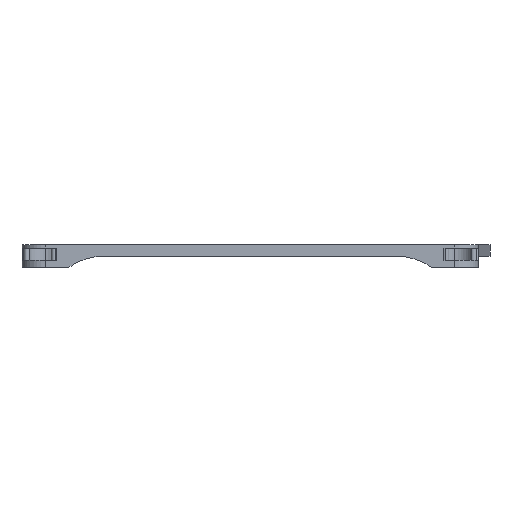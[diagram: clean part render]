
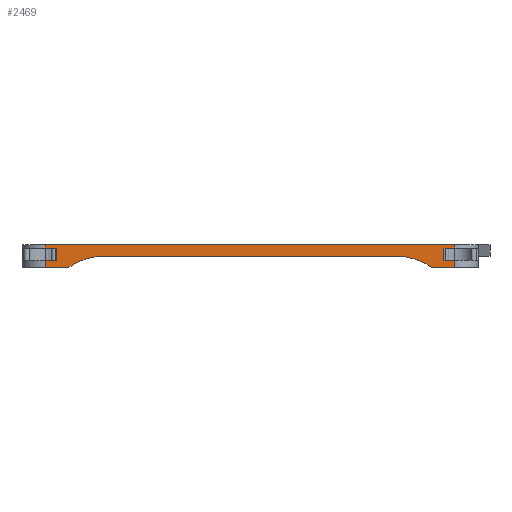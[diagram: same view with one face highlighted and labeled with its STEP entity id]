
A CAD part, left-side view. The second image highlights one B-rep face of the part: STEP entity #2469.
In plain terms, the highlighted planar face has unit normal (-1, 0, 0).
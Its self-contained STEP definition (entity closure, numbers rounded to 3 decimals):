
#19 = VECTOR ( 'NONE', #2403, 1000. ) ;
#50 = LINE ( 'NONE', #1243, #2118 ) ;
#57 = LINE ( 'NONE', #899, #800 ) ;
#68 = VERTEX_POINT ( 'NONE', #2080 ) ;
#95 = ORIENTED_EDGE ( 'NONE', *, *, #2530, .T. ) ;
#97 = ORIENTED_EDGE ( 'NONE', *, *, #734, .T. ) ;
#98 = VECTOR ( 'NONE', #1802, 1000. ) ;
#111 = DIRECTION ( 'NONE',  ( 0., 0., -1. ) ) ;
#124 = CARTESIAN_POINT ( 'NONE',  ( -59., 25.136, -8.1 ) ) ;
#143 = CARTESIAN_POINT ( 'NONE',  ( -59., 35., 1.2 ) ) ;
#171 = EDGE_CURVE ( 'NONE', #893, #1382, #678, .T. ) ;
#185 = CARTESIAN_POINT ( 'NONE',  ( -59., -31., 0. ) ) ;
#277 = EDGE_CURVE ( 'NONE', #309, #611, #1027, .T. ) ;
#303 = CARTESIAN_POINT ( 'NONE',  ( -59., -35., 0. ) ) ;
#305 = DIRECTION ( 'NONE',  ( 0., -1., 0. ) ) ;
#309 = VERTEX_POINT ( 'NONE', #2559 ) ;
#350 = DIRECTION ( 'NONE',  ( 0., 0., -1. ) ) ;
#357 = VECTOR ( 'NONE', #305, 1000. ) ;
#358 = AXIS2_PLACEMENT_3D ( 'NONE', #124, #1956, #111 ) ;
#364 = CARTESIAN_POINT ( 'NONE',  ( -59., -35., 3.9 ) ) ;
#368 = VECTOR ( 'NONE', #2089, 1000. ) ;
#433 = EDGE_CURVE ( 'NONE', #1817, #1728, #2624, .T. ) ;
#445 = DIRECTION ( 'NONE',  ( 0., -1., 0. ) ) ;
#449 = LINE ( 'NONE', #2310, #1941 ) ;
#463 = CARTESIAN_POINT ( 'NONE',  ( -59., -35., 3.3 ) ) ;
#495 = CIRCLE ( 'NONE', #358, 10. ) ;
#510 = EDGE_CURVE ( 'NONE', #2276, #1382, #57, .T. ) ;
#570 = CARTESIAN_POINT ( 'NONE',  ( -59., -25.136, -8.1 ) ) ;
#584 = ORIENTED_EDGE ( 'NONE', *, *, #1960, .F. ) ;
#599 = EDGE_CURVE ( 'NONE', #2042, #724, #2531, .T. ) ;
#611 = VERTEX_POINT ( 'NONE', #1918 ) ;
#615 = EDGE_CURVE ( 'NONE', #2042, #893, #2188, .T. ) ;
#678 = LINE ( 'NONE', #2246, #2194 ) ;
#689 = EDGE_CURVE ( 'NONE', #68, #1296, #2206, .T. ) ;
#724 = VERTEX_POINT ( 'NONE', #2219 ) ;
#729 = VECTOR ( 'NONE', #1288, 1000. ) ;
#734 = EDGE_CURVE ( 'NONE', #1707, #1919, #495, .T. ) ;
#755 = ORIENTED_EDGE ( 'NONE', *, *, #277, .T. ) ;
#783 = ORIENTED_EDGE ( 'NONE', *, *, #1890, .T. ) ;
#800 = VECTOR ( 'NONE', #2305, 1000. ) ;
#801 = DIRECTION ( 'NONE',  ( 0., 1., 0. ) ) ;
#816 = DIRECTION ( 'NONE',  ( 0., 0., -1. ) ) ;
#819 = ORIENTED_EDGE ( 'NONE', *, *, #1678, .F. ) ;
#825 = DIRECTION ( 'NONE',  ( 0., 0., -1. ) ) ;
#893 = VERTEX_POINT ( 'NONE', #2296 ) ;
#897 = EDGE_CURVE ( 'NONE', #68, #1919, #449, .T. ) ;
#899 = CARTESIAN_POINT ( 'NONE',  ( -59., -35., 3.9 ) ) ;
#942 = VECTOR ( 'NONE', #801, 1000. ) ;
#956 = LINE ( 'NONE', #303, #2398 ) ;
#972 = EDGE_CURVE ( 'NONE', #1296, #1995, #50, .T. ) ;
#974 = CARTESIAN_POINT ( 'NONE',  ( -59., -33.135, 3.9 ) ) ;
#1023 = CARTESIAN_POINT ( 'NONE',  ( -59., -33.135, 1.2 ) ) ;
#1027 = LINE ( 'NONE', #1677, #1982 ) ;
#1040 = ORIENTED_EDGE ( 'NONE', *, *, #433, .T. ) ;
#1067 = CARTESIAN_POINT ( 'NONE',  ( -59., 31., 0. ) ) ;
#1165 = CARTESIAN_POINT ( 'NONE',  ( -59., 25.136, 1.9 ) ) ;
#1186 = AXIS2_PLACEMENT_3D ( 'NONE', #1438, #2039, #816 ) ;
#1236 = ORIENTED_EDGE ( 'NONE', *, *, #615, .T. ) ;
#1243 = CARTESIAN_POINT ( 'NONE',  ( -59., -35., 0. ) ) ;
#1259 = ORIENTED_EDGE ( 'NONE', *, *, #972, .T. ) ;
#1288 = DIRECTION ( 'NONE',  ( 0., 1., 0. ) ) ;
#1292 = DIRECTION ( 'NONE',  ( 0., -1., 0. ) ) ;
#1296 = VERTEX_POINT ( 'NONE', #185 ) ;
#1320 = CARTESIAN_POINT ( 'NONE',  ( -59., -35., 1.2 ) ) ;
#1340 = LINE ( 'NONE', #1320, #729 ) ;
#1377 = DIRECTION ( 'NONE',  ( 1., 0., 0. ) ) ;
#1382 = VERTEX_POINT ( 'NONE', #463 ) ;
#1384 = CARTESIAN_POINT ( 'NONE',  ( -59., 33.135, 3.9 ) ) ;
#1407 = LINE ( 'NONE', #1764, #19 ) ;
#1431 = LINE ( 'NONE', #2465, #2040 ) ;
#1438 = CARTESIAN_POINT ( 'NONE',  ( -59., -35., 3.9 ) ) ;
#1453 = CARTESIAN_POINT ( 'NONE',  ( -59., -35., 3.9 ) ) ;
#1456 = VERTEX_POINT ( 'NONE', #143 ) ;
#1491 = EDGE_CURVE ( 'NONE', #1456, #1558, #1407, .T. ) ;
#1557 = DIRECTION ( 'NONE',  ( 0., -1., 0. ) ) ;
#1558 = VERTEX_POINT ( 'NONE', #1839 ) ;
#1575 = VECTOR ( 'NONE', #350, 1000. ) ;
#1608 = CARTESIAN_POINT ( 'NONE',  ( -59., -35., 0. ) ) ;
#1653 = PLANE ( 'NONE',  #1186 ) ;
#1671 = ORIENTED_EDGE ( 'NONE', *, *, #599, .F. ) ;
#1677 = CARTESIAN_POINT ( 'NONE',  ( -59., 35., 3.9 ) ) ;
#1678 = EDGE_CURVE ( 'NONE', #309, #2276, #1431, .T. ) ;
#1707 = VERTEX_POINT ( 'NONE', #1067 ) ;
#1728 = VERTEX_POINT ( 'NONE', #2139 ) ;
#1764 = CARTESIAN_POINT ( 'NONE',  ( -59., 35., 3.9 ) ) ;
#1793 = ORIENTED_EDGE ( 'NONE', *, *, #510, .F. ) ;
#1802 = DIRECTION ( 'NONE',  ( 0., 0., 1. ) ) ;
#1817 = VERTEX_POINT ( 'NONE', #2303 ) ;
#1839 = CARTESIAN_POINT ( 'NONE',  ( -59., 35., 0. ) ) ;
#1843 = FACE_OUTER_BOUND ( 'NONE', #2514, .T. ) ;
#1890 = EDGE_CURVE ( 'NONE', #1558, #1707, #956, .T. ) ;
#1917 = ORIENTED_EDGE ( 'NONE', *, *, #2452, .F. ) ;
#1918 = CARTESIAN_POINT ( 'NONE',  ( -59., 35., 3.3 ) ) ;
#1919 = VERTEX_POINT ( 'NONE', #1165 ) ;
#1941 = VECTOR ( 'NONE', #2486, 1000. ) ;
#1956 = DIRECTION ( 'NONE',  ( 1., 0., 0. ) ) ;
#1960 = EDGE_CURVE ( 'NONE', #1817, #611, #2255, .T. ) ;
#1982 = VECTOR ( 'NONE', #825, 1000. ) ;
#1995 = VERTEX_POINT ( 'NONE', #1608 ) ;
#2039 = DIRECTION ( 'NONE',  ( 1., 0., 0. ) ) ;
#2040 = VECTOR ( 'NONE', #2243, 1000. ) ;
#2042 = VERTEX_POINT ( 'NONE', #1023 ) ;
#2043 = CARTESIAN_POINT ( 'NONE',  ( -59., -35., 3.3 ) ) ;
#2080 = CARTESIAN_POINT ( 'NONE',  ( -59., -25.136, 1.9 ) ) ;
#2089 = DIRECTION ( 'NONE',  ( 0., 0., -1. ) ) ;
#2094 = ORIENTED_EDGE ( 'NONE', *, *, #689, .T. ) ;
#2118 = VECTOR ( 'NONE', #1292, 1000. ) ;
#2139 = CARTESIAN_POINT ( 'NONE',  ( -59., 33.135, 1.2 ) ) ;
#2140 = CARTESIAN_POINT ( 'NONE',  ( -59., -35., 1.2 ) ) ;
#2159 = AXIS2_PLACEMENT_3D ( 'NONE', #570, #1377, #2561 ) ;
#2188 = LINE ( 'NONE', #974, #98 ) ;
#2192 = ORIENTED_EDGE ( 'NONE', *, *, #897, .F. ) ;
#2194 = VECTOR ( 'NONE', #445, 1000. ) ;
#2206 = CIRCLE ( 'NONE', #2159, 10. ) ;
#2219 = CARTESIAN_POINT ( 'NONE',  ( -59., -35., 1.2 ) ) ;
#2243 = DIRECTION ( 'NONE',  ( 0., -1., 0. ) ) ;
#2246 = CARTESIAN_POINT ( 'NONE',  ( -59., -35., 3.3 ) ) ;
#2249 = LINE ( 'NONE', #1453, #368 ) ;
#2255 = LINE ( 'NONE', #2043, #942 ) ;
#2276 = VERTEX_POINT ( 'NONE', #364 ) ;
#2296 = CARTESIAN_POINT ( 'NONE',  ( -59., -33.135, 3.3 ) ) ;
#2303 = CARTESIAN_POINT ( 'NONE',  ( -59., 33.135, 3.3 ) ) ;
#2305 = DIRECTION ( 'NONE',  ( 0., 0., -1. ) ) ;
#2310 = CARTESIAN_POINT ( 'NONE',  ( -59., -31., 1.9 ) ) ;
#2398 = VECTOR ( 'NONE', #1557, 1000. ) ;
#2403 = DIRECTION ( 'NONE',  ( 0., 0., -1. ) ) ;
#2452 = EDGE_CURVE ( 'NONE', #724, #1995, #2249, .T. ) ;
#2465 = CARTESIAN_POINT ( 'NONE',  ( -59., -35., 3.9 ) ) ;
#2469 = ADVANCED_FACE ( 'NONE', ( #1843 ), #1653, .F. ) ;
#2486 = DIRECTION ( 'NONE',  ( 0., 1., 0. ) ) ;
#2514 = EDGE_LOOP ( 'NONE', ( #783, #97, #2192, #2094, #1259, #1917, #1671, #1236, #2577, #1793, #819, #755, #584, #1040, #95, #2537 ) ) ;
#2530 = EDGE_CURVE ( 'NONE', #1728, #1456, #1340, .T. ) ;
#2531 = LINE ( 'NONE', #2140, #357 ) ;
#2537 = ORIENTED_EDGE ( 'NONE', *, *, #1491, .T. ) ;
#2559 = CARTESIAN_POINT ( 'NONE',  ( -59., 35., 3.9 ) ) ;
#2561 = DIRECTION ( 'NONE',  ( 0., 0., -1. ) ) ;
#2577 = ORIENTED_EDGE ( 'NONE', *, *, #171, .T. ) ;
#2624 = LINE ( 'NONE', #1384, #1575 ) ;
